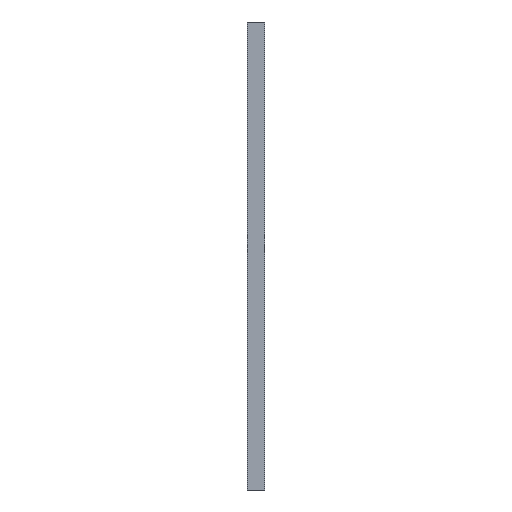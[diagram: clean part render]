
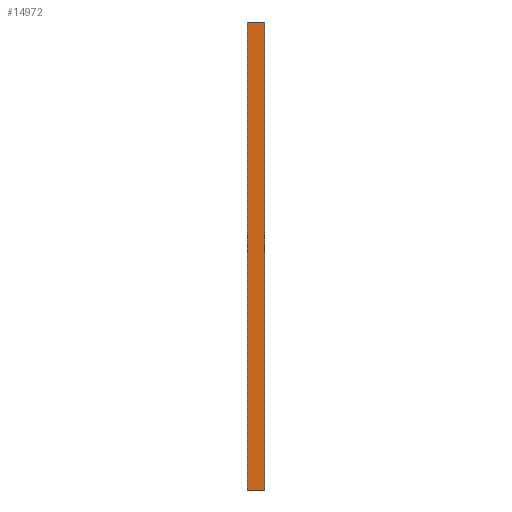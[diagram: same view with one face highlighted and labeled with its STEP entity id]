
A CAD part, left-side view. The second image highlights one B-rep face of the part: STEP entity #14972.
In plain terms, the highlighted planar face has unit normal (-1, 0, 0).
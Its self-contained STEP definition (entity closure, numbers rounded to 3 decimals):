
#189 = CARTESIAN_POINT ( 'NONE',  ( 0., 109., -1500. ) ) ;
#522 = CARTESIAN_POINT ( 'NONE',  ( 0., 109., 1500. ) ) ;
#654 = AXIS2_PLACEMENT_3D ( 'NONE', #5200, #7860, #9109 ) ;
#1203 = EDGE_CURVE ( 'NONE', #3198, #15237, #5977, .T. ) ;
#1494 = PLANE ( 'NONE',  #654 ) ;
#2125 = LINE ( 'NONE', #12530, #14971 ) ;
#2423 = EDGE_CURVE ( 'NONE', #16141, #9114, #15271, .T. ) ;
#2521 = DIRECTION ( 'NONE',  ( 0., -1., 0. ) ) ;
#2621 = LINE ( 'NONE', #12762, #15275 ) ;
#3198 = VERTEX_POINT ( 'NONE', #189 ) ;
#3934 = FACE_OUTER_BOUND ( 'NONE', #4658, .T. ) ;
#4033 = VECTOR ( 'NONE', #2521, 1000. ) ;
#4183 = EDGE_CURVE ( 'NONE', #16141, #3198, #2125, .T. ) ;
#4658 = EDGE_LOOP ( 'NONE', ( #10343, #13276, #7731, #12752 ) ) ;
#5200 = CARTESIAN_POINT ( 'NONE',  ( 0., 109., 1500. ) ) ;
#5977 = LINE ( 'NONE', #15226, #4033 ) ;
#6660 = DIRECTION ( 'NONE',  ( 0., 0., -1. ) ) ;
#7731 = ORIENTED_EDGE ( 'NONE', *, *, #2423, .F. ) ;
#7860 = DIRECTION ( 'NONE',  ( 1., 0., 0. ) ) ;
#8530 = VECTOR ( 'NONE', #12716, 1000. ) ;
#9109 = DIRECTION ( 'NONE',  ( 0., 0., -1. ) ) ;
#9114 = VERTEX_POINT ( 'NONE', #14889 ) ;
#10074 = CARTESIAN_POINT ( 'NONE',  ( 0., 0., -1500. ) ) ;
#10343 = ORIENTED_EDGE ( 'NONE', *, *, #1203, .T. ) ;
#11443 = CARTESIAN_POINT ( 'NONE',  ( 0., 109., 1500. ) ) ;
#11847 = EDGE_CURVE ( 'NONE', #9114, #15237, #2621, .T. ) ;
#12530 = CARTESIAN_POINT ( 'NONE',  ( 0., 109., 1500. ) ) ;
#12716 = DIRECTION ( 'NONE',  ( 0., -1., 0. ) ) ;
#12752 = ORIENTED_EDGE ( 'NONE', *, *, #4183, .T. ) ;
#12762 = CARTESIAN_POINT ( 'NONE',  ( 0., 0., 1500. ) ) ;
#13276 = ORIENTED_EDGE ( 'NONE', *, *, #11847, .F. ) ;
#14889 = CARTESIAN_POINT ( 'NONE',  ( 0., 0., 1500. ) ) ;
#14971 = VECTOR ( 'NONE', #16185, 1000. ) ;
#14972 = ADVANCED_FACE ( 'NONE', ( #3934 ), #1494, .F. ) ;
#15226 = CARTESIAN_POINT ( 'NONE',  ( 0., 109., -1500. ) ) ;
#15237 = VERTEX_POINT ( 'NONE', #10074 ) ;
#15271 = LINE ( 'NONE', #11443, #8530 ) ;
#15275 = VECTOR ( 'NONE', #6660, 1000. ) ;
#16141 = VERTEX_POINT ( 'NONE', #522 ) ;
#16185 = DIRECTION ( 'NONE',  ( 0., 0., -1. ) ) ;
